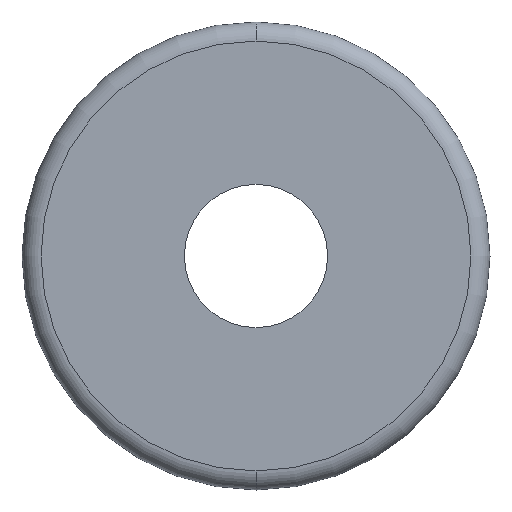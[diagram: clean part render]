
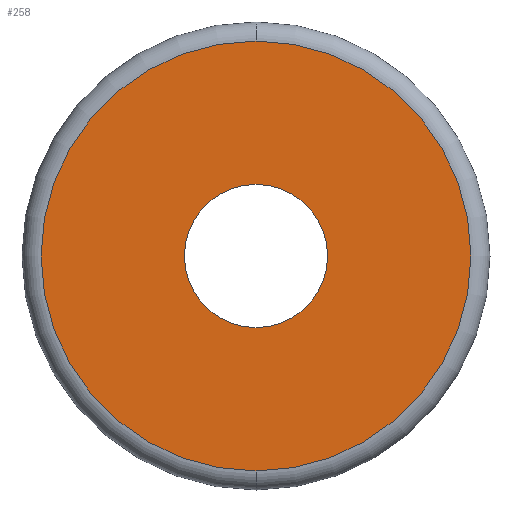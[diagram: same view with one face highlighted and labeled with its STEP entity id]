
A CAD part, front view. The second image highlights one B-rep face of the part: STEP entity #258.
In plain terms, the highlighted planar face has unit normal (0, -1, 0).
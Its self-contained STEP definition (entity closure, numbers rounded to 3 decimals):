
#1 = FACE_BOUND ( 'NONE', #467, .T. ) ;
#6 = VERTEX_POINT ( 'NONE', #451 ) ;
#13 = CIRCLE ( 'NONE', #149, 22.5 ) ;
#20 = AXIS2_PLACEMENT_3D ( 'NONE', #659, #313, #261 ) ;
#25 = ORIENTED_EDGE ( 'NONE', *, *, #686, .F. ) ;
#35 = EDGE_LOOP ( 'NONE', ( #328, #407 ) ) ;
#53 = CIRCLE ( 'NONE', #132, 7.5 ) ;
#119 = CIRCLE ( 'NONE', #361, 7.5 ) ;
#126 = CIRCLE ( 'NONE', #20, 22.5 ) ;
#132 = AXIS2_PLACEMENT_3D ( 'NONE', #484, #490, #562 ) ;
#149 = AXIS2_PLACEMENT_3D ( 'NONE', #670, #671, #673 ) ;
#176 = EDGE_CURVE ( 'NONE', #383, #520, #13, .T. ) ;
#258 = ADVANCED_FACE ( 'NONE', ( #476, #1 ), #647, .T. ) ;
#261 = DIRECTION ( 'NONE',  ( 0., 0., -1. ) ) ;
#313 = DIRECTION ( 'NONE',  ( 0., -1., 0. ) ) ;
#328 = ORIENTED_EDGE ( 'NONE', *, *, #633, .T. ) ;
#330 = CARTESIAN_POINT ( 'NONE',  ( 0., 0., -22.5 ) ) ;
#361 = AXIS2_PLACEMENT_3D ( 'NONE', #612, #606, #605 ) ;
#383 = VERTEX_POINT ( 'NONE', #449 ) ;
#397 = AXIS2_PLACEMENT_3D ( 'NONE', #601, #602, #611 ) ;
#405 = CARTESIAN_POINT ( 'NONE',  ( 0., 0., 7.5 ) ) ;
#407 = ORIENTED_EDGE ( 'NONE', *, *, #176, .T. ) ;
#449 = CARTESIAN_POINT ( 'NONE',  ( 0., 0., 22.5 ) ) ;
#451 = CARTESIAN_POINT ( 'NONE',  ( 0., 0., -7.5 ) ) ;
#467 = EDGE_LOOP ( 'NONE', ( #25, #557 ) ) ;
#476 = FACE_OUTER_BOUND ( 'NONE', #35, .T. ) ;
#484 = CARTESIAN_POINT ( 'NONE',  ( 0., 0., 0. ) ) ;
#490 = DIRECTION ( 'NONE',  ( 0., -1., 0. ) ) ;
#520 = VERTEX_POINT ( 'NONE', #330 ) ;
#544 = EDGE_CURVE ( 'NONE', #614, #6, #53, .T. ) ;
#557 = ORIENTED_EDGE ( 'NONE', *, *, #544, .F. ) ;
#562 = DIRECTION ( 'NONE',  ( 0., 0., -1. ) ) ;
#601 = CARTESIAN_POINT ( 'NONE',  ( 7.5, 0., 0. ) ) ;
#602 = DIRECTION ( 'NONE',  ( 0., -1., 0. ) ) ;
#605 = DIRECTION ( 'NONE',  ( 0., 0., -1. ) ) ;
#606 = DIRECTION ( 'NONE',  ( 0., -1., 0. ) ) ;
#611 = DIRECTION ( 'NONE',  ( 0., 0., -1. ) ) ;
#612 = CARTESIAN_POINT ( 'NONE',  ( 0., 0., 0. ) ) ;
#614 = VERTEX_POINT ( 'NONE', #405 ) ;
#633 = EDGE_CURVE ( 'NONE', #520, #383, #126, .T. ) ;
#647 = PLANE ( 'NONE',  #397 ) ;
#659 = CARTESIAN_POINT ( 'NONE',  ( 0., 0., 0. ) ) ;
#670 = CARTESIAN_POINT ( 'NONE',  ( 0., 0., 0. ) ) ;
#671 = DIRECTION ( 'NONE',  ( 0., -1., 0. ) ) ;
#673 = DIRECTION ( 'NONE',  ( 0., 0., -1. ) ) ;
#686 = EDGE_CURVE ( 'NONE', #6, #614, #119, .T. ) ;
